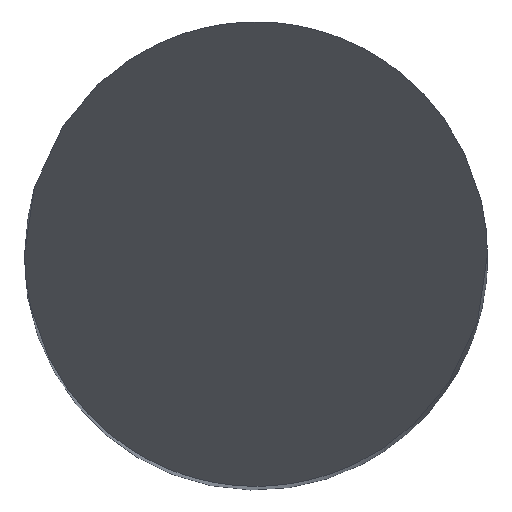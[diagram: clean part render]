
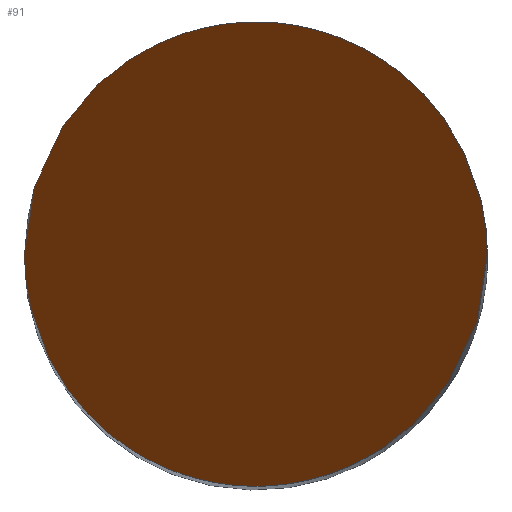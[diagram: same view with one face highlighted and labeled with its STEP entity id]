
A CAD part, top view. The second image highlights one B-rep face of the part: STEP entity #91.
In plain terms, the highlighted planar face has unit normal (0, -0.866, 0.5).
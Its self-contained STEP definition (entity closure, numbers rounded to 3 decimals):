
#45=PLANE('',#554);
#91=ADVANCED_FACE('',(#123),#45,.F.);
#123=FACE_OUTER_BOUND('',#153,.T.);
#153=EDGE_LOOP('',(#274,#275));
#177=(
BOUNDED_CURVE()
B_SPLINE_CURVE(3,(#833,#834,#835,#836),.UNSPECIFIED.,.F.,.F.)
B_SPLINE_CURVE_WITH_KNOTS((4,4),(0.,1.),.UNSPECIFIED.)
CURVE()
GEOMETRIC_REPRESENTATION_ITEM()
RATIONAL_B_SPLINE_CURVE((1.,0.333,0.333,1.))
REPRESENTATION_ITEM('')
);
#178=(
BOUNDED_CURVE()
B_SPLINE_CURVE(3,(#877,#878,#879,#880),.UNSPECIFIED.,.F.,.F.)
B_SPLINE_CURVE_WITH_KNOTS((4,4),(0.,1.),.UNSPECIFIED.)
CURVE()
GEOMETRIC_REPRESENTATION_ITEM()
RATIONAL_B_SPLINE_CURVE((1.,0.333,0.333,1.))
REPRESENTATION_ITEM('')
);
#274=ORIENTED_EDGE('',*,*,#437,.F.);
#275=ORIENTED_EDGE('',*,*,#443,.F.);
#391=VERTEX_POINT('',#837);
#392=VERTEX_POINT('',#838);
#437=EDGE_CURVE('',#391,#392,#177,.T.);
#443=EDGE_CURVE('',#392,#391,#178,.T.);
#554=AXIS2_PLACEMENT_3D('',#882,#627,#628);
#627=DIRECTION('',(0.,0.866,-0.5));
#628=DIRECTION('',(0.,0.5,0.866));
#833=CARTESIAN_POINT('',(-2.,0.,0.));
#834=CARTESIAN_POINT('',(-2.,4.,6.928));
#835=CARTESIAN_POINT('',(2.,4.,6.928));
#836=CARTESIAN_POINT('',(2.,0.,0.));
#837=CARTESIAN_POINT('',(-2.,0.,0.));
#838=CARTESIAN_POINT('',(2.,0.,0.));
#877=CARTESIAN_POINT('',(2.,0.,0.));
#878=CARTESIAN_POINT('',(2.,-4.,-6.928));
#879=CARTESIAN_POINT('',(-2.,-4.,-6.928));
#880=CARTESIAN_POINT('',(-2.,0.,0.));
#882=CARTESIAN_POINT('',(-2.,2.,3.464));
